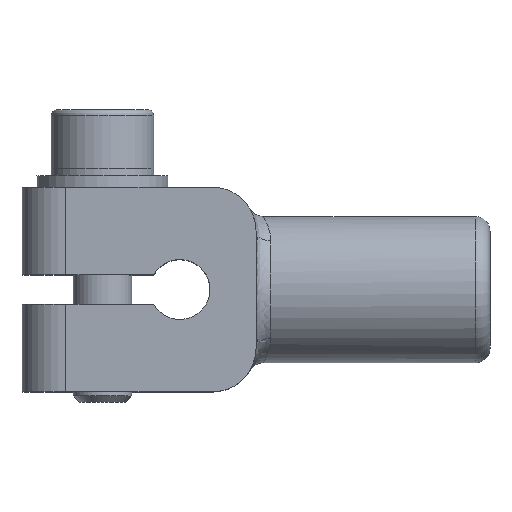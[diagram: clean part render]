
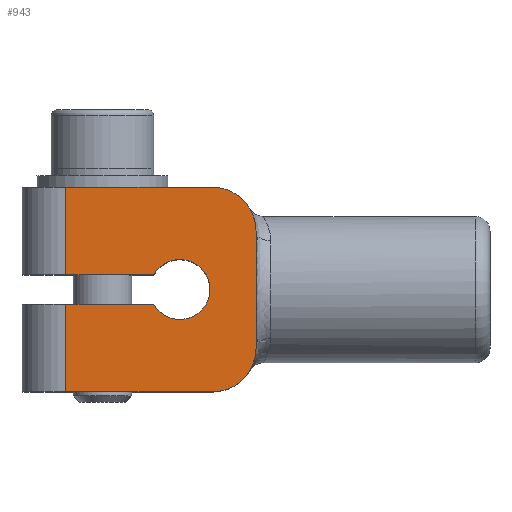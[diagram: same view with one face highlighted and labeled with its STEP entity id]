
A CAD part, top view. The second image highlights one B-rep face of the part: STEP entity #943.
In plain terms, the highlighted planar face has unit normal (0, 0, 1).
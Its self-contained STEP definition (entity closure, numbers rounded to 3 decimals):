
#316=CARTESIAN_POINT('',(3.,0.0,6.));
#317=VERTEX_POINT('',#316);
#771=CARTESIAN_POINT('',(3.,-4.0,6.));
#772=VERTEX_POINT('',#771);
#779=CARTESIAN_POINT('',(0.0,-7.,6.));
#780=VERTEX_POINT('',#779);
#781=CARTESIAN_POINT('',(0.,-4.,6.));
#782=DIRECTION('',(0.0,0.0,-1.0));
#783=DIRECTION('',(0.707,-0.707,0.0));
#784=AXIS2_PLACEMENT_3D('',#781,#782,#783);
#785=CIRCLE('',#784,3.);
#786=EDGE_CURVE('',#772,#780,#785,.T.);
#813=CARTESIAN_POINT('',(3.,0.0,6.));
#814=DIRECTION('',(0.0,-1.0,0.0));
#815=VECTOR('',#814,4.0);
#816=LINE('',#813,#815);
#817=EDGE_CURVE('',#317,#772,#816,.T.);
#846=CARTESIAN_POINT('',(0.,7.,6.));
#847=VERTEX_POINT('',#846);
#854=CARTESIAN_POINT('',(3.,4.,6.));
#855=VERTEX_POINT('',#854);
#856=CARTESIAN_POINT('',(0.,4.,6.));
#857=DIRECTION('',(0.0,0.0,-1.));
#858=DIRECTION('',(0.707,0.707,0.0));
#859=AXIS2_PLACEMENT_3D('',#856,#857,#858);
#860=CIRCLE('',#859,3.);
#861=EDGE_CURVE('',#847,#855,#860,.T.);
#872=CARTESIAN_POINT('',(-5.,0.,6.));
#873=DIRECTION('',(0.0,0.0,1.0));
#874=DIRECTION('',(1.0,0.0,0.0));
#875=AXIS2_PLACEMENT_3D('',#872,#873,#874);
#876=PLANE('',#875);
#877=ORIENTED_EDGE('',*,*,#861,.F.);
#878=CARTESIAN_POINT('',(-10.,7.0,6.));
#879=VERTEX_POINT('',#878);
#880=CARTESIAN_POINT('',(-10.,7.0,6.));
#881=DIRECTION('',(1.0,0.0,0.0));
#882=VECTOR('',#881,10.);
#883=LINE('',#880,#882);
#884=EDGE_CURVE('',#879,#847,#883,.T.);
#885=ORIENTED_EDGE('',*,*,#884,.F.);
#886=CARTESIAN_POINT('',(-10.,1.,6.));
#887=VERTEX_POINT('',#886);
#888=CARTESIAN_POINT('',(-10.,1.,6.));
#889=DIRECTION('',(0.0,1.0,0.0));
#890=VECTOR('',#889,6.);
#891=LINE('',#888,#890);
#892=EDGE_CURVE('',#887,#879,#891,.T.);
#893=ORIENTED_EDGE('',*,*,#892,.F.);
#894=CARTESIAN_POINT('',(-3.991,1.,6.));
#895=VERTEX_POINT('',#894);
#896=CARTESIAN_POINT('',(-10.,1.,6.));
#897=DIRECTION('',(1.0,0.0,0.0));
#898=VECTOR('',#897,6.009);
#899=LINE('',#896,#898);
#900=EDGE_CURVE('',#887,#895,#899,.T.);
#901=ORIENTED_EDGE('',*,*,#900,.T.);
#902=CARTESIAN_POINT('',(-3.991,-1.,6.));
#903=VERTEX_POINT('',#902);
#904=CARTESIAN_POINT('',(-2.202,0.,6.));
#905=DIRECTION('',(0.0,0.0,-1.0));
#906=DIRECTION('',(0.873,0.488,0.0));
#907=AXIS2_PLACEMENT_3D('',#904,#905,#906);
#908=CIRCLE('',#907,2.05);
#909=EDGE_CURVE('',#895,#903,#908,.T.);
#910=ORIENTED_EDGE('',*,*,#909,.T.);
#911=CARTESIAN_POINT('',(-10.,-1.,6.));
#912=VERTEX_POINT('',#911);
#913=CARTESIAN_POINT('',(-3.991,-1.,6.));
#914=DIRECTION('',(-1.0,0.0,0.0));
#915=VECTOR('',#914,6.009);
#916=LINE('',#913,#915);
#917=EDGE_CURVE('',#903,#912,#916,.T.);
#918=ORIENTED_EDGE('',*,*,#917,.T.);
#919=CARTESIAN_POINT('',(-10.0,-7.,6.));
#920=VERTEX_POINT('',#919);
#921=CARTESIAN_POINT('',(-10.0,-7.,6.));
#922=DIRECTION('',(0.0,1.0,0.0));
#923=VECTOR('',#922,6.);
#924=LINE('',#921,#923);
#925=EDGE_CURVE('',#920,#912,#924,.T.);
#926=ORIENTED_EDGE('',*,*,#925,.F.);
#927=CARTESIAN_POINT('',(0.0,-7.,6.));
#928=DIRECTION('',(-1.0,0.0,0.0));
#929=VECTOR('',#928,10.0);
#930=LINE('',#927,#929);
#931=EDGE_CURVE('',#780,#920,#930,.T.);
#932=ORIENTED_EDGE('',*,*,#931,.F.);
#933=ORIENTED_EDGE('',*,*,#786,.F.);
#934=ORIENTED_EDGE('',*,*,#817,.F.);
#935=CARTESIAN_POINT('',(3.,4.,6.));
#936=DIRECTION('',(0.0,-1.0,0.0));
#937=VECTOR('',#936,4.);
#938=LINE('',#935,#937);
#939=EDGE_CURVE('',#855,#317,#938,.T.);
#940=ORIENTED_EDGE('',*,*,#939,.F.);
#941=EDGE_LOOP('',(#877,#885,#893,#901,#910,#918,#926,#932,#933,#934,#940));
#942=FACE_OUTER_BOUND('',#941,.T.);
#943=ADVANCED_FACE('',(#942),#876,.T.);
